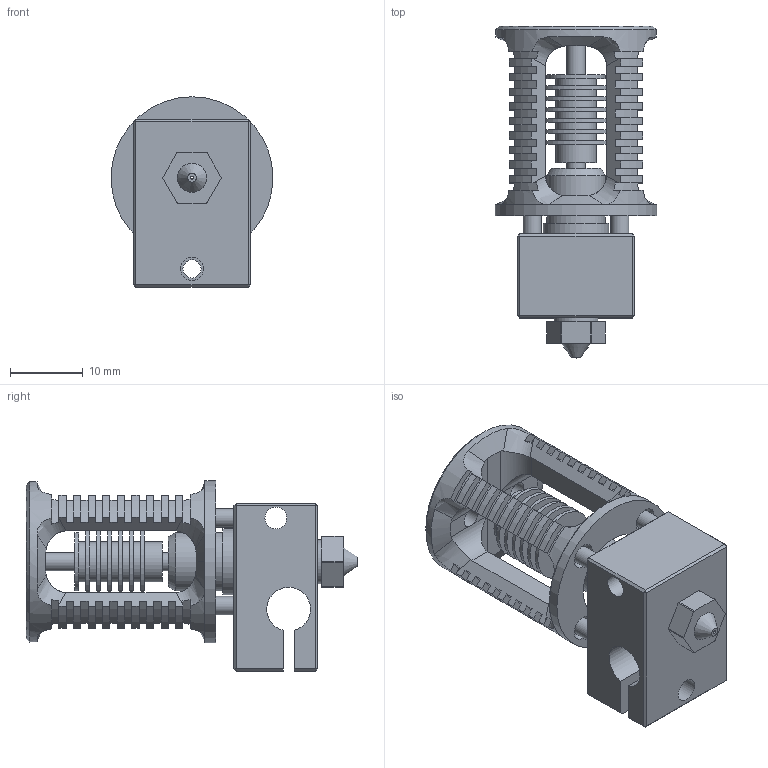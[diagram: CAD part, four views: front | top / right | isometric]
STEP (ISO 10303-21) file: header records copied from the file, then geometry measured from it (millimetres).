
FILE_DESCRIPTION(('HOOPS Exchange Step'),'2;1');
FILE_NAME('temp_export.step','2020-04-24T21:50:22+19:00',('mobile'),('Shapr3D Limited'),'HOOPS Exchange 2018.1','Shapr3D','Authorized');
FILE_SCHEMA( ('AP203_CONFIGURATION_CONTROLLED_3D_DESIGN_OF_MECHANICAL_PARTS_AND_ASSEMBLIES_MIM_LF') );
Length unit declared in the file: millimetre
Products named in the file (1): temp_export.x_b
Bounding box: 22.2 x 45.5 x 26.1 mm (x, y, z)
Volume: 7245 mm3; surface area: 8961.9 mm2
Topology: 10 solids, 10 shells, 389 faces, 1005 edges, 654 vertices
Faces by surface type: plane 189, cylinder 160, cone 24, bspline 16
Full cylindrical faces by diameter (mm): 0.4 x1, 1.75 x4, 1.9 x2, 2.3 x4, 2.5 x17, 2.6 x2, 3 x1, 3.2 x1, 4.1 x1, 5 x1, 5.5 x7, 6 x2, 8 x2, 9 x1, 10 x6, 12 x1, 22 x1, 22.2 x1
Entity records: 13297 total; most frequent: CARTESIAN_POINT 3730, ORIENTED_EDGE 2002, DIRECTION 1953, EDGE_CURVE 1001, AXIS2_PLACEMENT_3D 730, VERTEX_POINT 654, VECTOR 493, LINE 493
